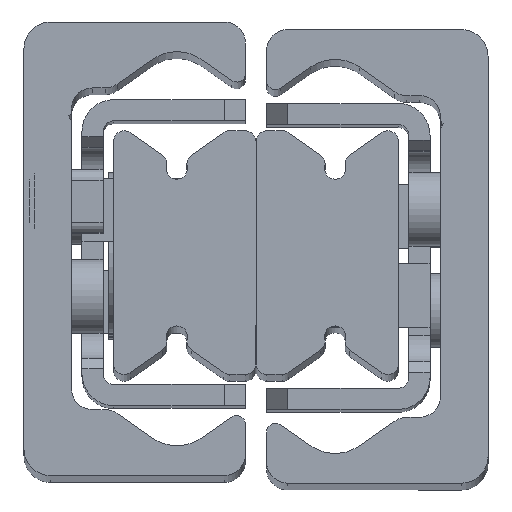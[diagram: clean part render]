
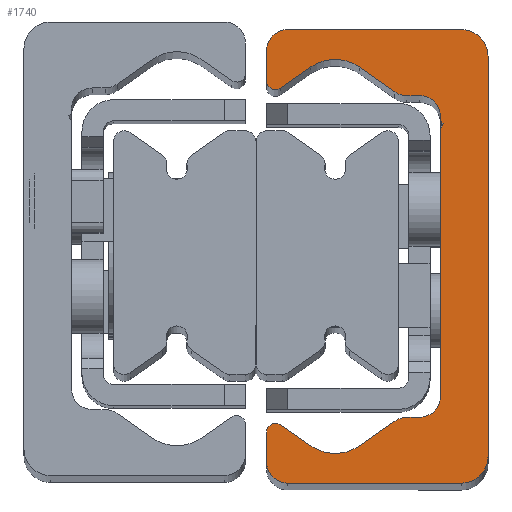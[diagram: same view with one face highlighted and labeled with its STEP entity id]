
A CAD part, top view. The second image highlights one B-rep face of the part: STEP entity #1740.
In plain terms, the highlighted face is planar.
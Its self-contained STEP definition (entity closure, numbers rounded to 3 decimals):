
#769=CARTESIAN_POINT('',(-0.001,2.5,0.0));
#770=VERTEX_POINT('',#769);
#777=CARTESIAN_POINT('',(2.499,0.,0.0));
#778=VERTEX_POINT('',#777);
#779=CARTESIAN_POINT('',(2.499,2.5,0.0));
#780=DIRECTION('',(0.0,0.0,1.0));
#781=DIRECTION('',(-1.0,0.0,0.0));
#782=AXIS2_PLACEMENT_3D('',#779,#780,#781);
#783=CIRCLE('',#782,2.5);
#784=EDGE_CURVE('',#770,#778,#783,.T.);
#808=CARTESIAN_POINT('',(-0.001,40.5,0.0));
#809=VERTEX_POINT('',#808);
#816=CARTESIAN_POINT('',(-0.001,40.5,0.0));
#817=DIRECTION('',(0.0,-1.0,0.0));
#818=VECTOR('',#817,38.);
#819=LINE('',#816,#818);
#820=EDGE_CURVE('',#809,#770,#819,.T.);
#867=CARTESIAN_POINT('',(2.499,43.0,0.0));
#868=VERTEX_POINT('',#867);
#875=CARTESIAN_POINT('',(2.499,40.5,0.0));
#876=DIRECTION('',(0.0,0.0,1.0));
#877=DIRECTION('',(0.0,1.0,0.0));
#878=AXIS2_PLACEMENT_3D('',#875,#876,#877);
#879=CIRCLE('',#878,2.5);
#880=EDGE_CURVE('',#868,#809,#879,.T.);
#899=CARTESIAN_POINT('',(18.999,43.0,0.0));
#900=VERTEX_POINT('',#899);
#907=CARTESIAN_POINT('',(18.999,43.0,0.0));
#908=DIRECTION('',(-1.0,0.0,0.0));
#909=VECTOR('',#908,16.5);
#910=LINE('',#907,#909);
#911=EDGE_CURVE('',#900,#868,#910,.T.);
#931=CARTESIAN_POINT('',(20.999,41.0,0.0));
#932=VERTEX_POINT('',#931);
#939=CARTESIAN_POINT('',(18.999,41.0,0.0));
#940=DIRECTION('',(0.0,0.0,1.0));
#941=DIRECTION('',(1.0,0.0,0.0));
#942=AXIS2_PLACEMENT_3D('',#939,#940,#941);
#943=CIRCLE('',#942,2.);
#944=EDGE_CURVE('',#932,#900,#943,.T.);
#963=CARTESIAN_POINT('',(20.999,38.15,0.0));
#964=VERTEX_POINT('',#963);
#971=CARTESIAN_POINT('',(20.999,38.15,0.0));
#972=DIRECTION('',(0.0,1.0,0.0));
#973=VECTOR('',#972,2.85);
#974=LINE('',#971,#973);
#975=EDGE_CURVE('',#964,#932,#974,.T.);
#995=CARTESIAN_POINT('',(19.662,37.453,0.0));
#996=VERTEX_POINT('',#995);
#1003=CARTESIAN_POINT('',(20.149,38.15,0.0));
#1004=DIRECTION('',(0.0,0.0,1.0));
#1005=DIRECTION('',(-0.574,-0.819,0.0));
#1006=AXIS2_PLACEMENT_3D('',#1003,#1004,#1005);
#1007=CIRCLE('',#1006,0.85);
#1008=EDGE_CURVE('',#996,#964,#1007,.T.);
#1027=CARTESIAN_POINT('',(16.794,39.462,0.0));
#1028=VERTEX_POINT('',#1027);
#1035=CARTESIAN_POINT('',(16.794,39.462,0.0));
#1036=DIRECTION('',(0.819,-0.574,0.0));
#1037=VECTOR('',#1036,3.501);
#1038=LINE('',#1035,#1037);
#1039=EDGE_CURVE('',#1028,#996,#1038,.T.);
#1059=CARTESIAN_POINT('',(12.205,39.462,0.0));
#1060=VERTEX_POINT('',#1059);
#1067=CARTESIAN_POINT('',(14.499,36.185,0.0));
#1068=DIRECTION('',(0.0,0.0,-1.0));
#1069=DIRECTION('',(-0.574,-0.819,0.0));
#1070=AXIS2_PLACEMENT_3D('',#1067,#1068,#1069);
#1071=CIRCLE('',#1070,4.);
#1072=EDGE_CURVE('',#1060,#1028,#1071,.T.);
#1091=CARTESIAN_POINT('',(8.849,37.112,0.0));
#1092=VERTEX_POINT('',#1091);
#1099=CARTESIAN_POINT('',(8.849,37.112,0.0));
#1100=DIRECTION('',(0.819,0.574,0.0));
#1101=VECTOR('',#1100,4.097);
#1102=LINE('',#1099,#1101);
#1103=EDGE_CURVE('',#1092,#1060,#1102,.T.);
#1123=CARTESIAN_POINT('',(7.702,36.75,0.0));
#1124=VERTEX_POINT('',#1123);
#1131=CARTESIAN_POINT('',(7.702,38.75,0.0));
#1132=DIRECTION('',(0.0,0.0,1.0));
#1133=DIRECTION('',(0.0,-1.0,0.0));
#1134=AXIS2_PLACEMENT_3D('',#1131,#1132,#1133);
#1135=CIRCLE('',#1134,2.);
#1136=EDGE_CURVE('',#1124,#1092,#1135,.T.);
#1155=CARTESIAN_POINT('',(6.499,36.75,0.0));
#1156=VERTEX_POINT('',#1155);
#1163=CARTESIAN_POINT('',(6.499,36.75,0.0));
#1164=DIRECTION('',(1.0,0.0,0.0));
#1165=VECTOR('',#1164,1.203);
#1166=LINE('',#1163,#1165);
#1167=EDGE_CURVE('',#1156,#1124,#1166,.T.);
#1187=CARTESIAN_POINT('',(4.499,34.75,0.0));
#1188=VERTEX_POINT('',#1187);
#1195=CARTESIAN_POINT('',(6.499,34.75,0.0));
#1196=DIRECTION('',(0.0,0.0,-1.0));
#1197=DIRECTION('',(0.0,-1.0,0.0));
#1198=AXIS2_PLACEMENT_3D('',#1195,#1196,#1197);
#1199=CIRCLE('',#1198,2.0);
#1200=EDGE_CURVE('',#1188,#1156,#1199,.T.);
#1219=CARTESIAN_POINT('',(4.499,34.361,0.0));
#1220=VERTEX_POINT('',#1219);
#1227=CARTESIAN_POINT('',(4.499,34.361,0.0));
#1228=DIRECTION('',(0.0,1.0,0.0));
#1229=VECTOR('',#1228,0.389);
#1230=LINE('',#1227,#1229);
#1231=EDGE_CURVE('',#1220,#1188,#1230,.T.);
#1251=CARTESIAN_POINT('',(4.411,34.234,0.0));
#1252=VERTEX_POINT('',#1251);
#1259=CARTESIAN_POINT('',(4.363,34.361,0.0));
#1260=DIRECTION('',(0.0,0.0,1.));
#1261=DIRECTION('',(0.353,-0.936,0.0));
#1262=AXIS2_PLACEMENT_3D('',#1259,#1260,#1261);
#1263=CIRCLE('',#1262,0.136);
#1264=EDGE_CURVE('',#1252,#1220,#1263,.T.);
#1284=CARTESIAN_POINT('',(4.422,33.762,0.0));
#1285=VERTEX_POINT('',#1284);
#1292=CARTESIAN_POINT('',(4.499,34.0,0.0));
#1293=DIRECTION('',(0.0,0.0,-1.0));
#1294=DIRECTION('',(0.353,-0.936,0.0));
#1295=AXIS2_PLACEMENT_3D('',#1292,#1293,#1294);
#1296=CIRCLE('',#1295,0.25);
#1297=EDGE_CURVE('',#1285,#1252,#1296,.T.);
#1317=CARTESIAN_POINT('',(4.499,33.656,0.0));
#1318=VERTEX_POINT('',#1317);
#1325=CARTESIAN_POINT('',(4.387,33.656,0.0));
#1326=DIRECTION('',(0.0,0.0,1.0));
#1327=DIRECTION('',(1.0,0.0,0.0));
#1328=AXIS2_PLACEMENT_3D('',#1325,#1326,#1327);
#1329=CIRCLE('',#1328,0.112);
#1330=EDGE_CURVE('',#1318,#1285,#1329,.T.);
#1349=CARTESIAN_POINT('',(4.499,8.25,0.0));
#1350=VERTEX_POINT('',#1349);
#1357=CARTESIAN_POINT('',(4.499,8.25,0.0));
#1358=DIRECTION('',(0.0,1.0,0.0));
#1359=VECTOR('',#1358,25.406);
#1360=LINE('',#1357,#1359);
#1361=EDGE_CURVE('',#1350,#1318,#1360,.T.);
#1408=CARTESIAN_POINT('',(6.499,6.25,0.0));
#1409=VERTEX_POINT('',#1408);
#1416=CARTESIAN_POINT('',(6.499,8.25,0.0));
#1417=DIRECTION('',(0.0,0.0,-1.0));
#1418=DIRECTION('',(1.0,0.0,0.0));
#1419=AXIS2_PLACEMENT_3D('',#1416,#1417,#1418);
#1420=CIRCLE('',#1419,2.0);
#1421=EDGE_CURVE('',#1409,#1350,#1420,.T.);
#1440=CARTESIAN_POINT('',(7.702,6.25,0.0));
#1441=VERTEX_POINT('',#1440);
#1448=CARTESIAN_POINT('',(7.702,6.25,0.0));
#1449=DIRECTION('',(-1.0,0.0,0.0));
#1450=VECTOR('',#1449,1.203);
#1451=LINE('',#1448,#1450);
#1452=EDGE_CURVE('',#1441,#1409,#1451,.T.);
#1472=CARTESIAN_POINT('',(8.849,5.888,0.0));
#1473=VERTEX_POINT('',#1472);
#1480=CARTESIAN_POINT('',(7.702,4.25,0.0));
#1481=DIRECTION('',(0.0,0.0,1.0));
#1482=DIRECTION('',(0.574,0.819,0.0));
#1483=AXIS2_PLACEMENT_3D('',#1480,#1481,#1482);
#1484=CIRCLE('',#1483,2.);
#1485=EDGE_CURVE('',#1473,#1441,#1484,.T.);
#1504=CARTESIAN_POINT('',(12.205,3.538,0.0));
#1505=VERTEX_POINT('',#1504);
#1512=CARTESIAN_POINT('',(12.205,3.538,0.0));
#1513=DIRECTION('',(-0.819,0.574,0.0));
#1514=VECTOR('',#1513,4.097);
#1515=LINE('',#1512,#1514);
#1516=EDGE_CURVE('',#1505,#1473,#1515,.T.);
#1536=CARTESIAN_POINT('',(16.794,3.538,0.0));
#1537=VERTEX_POINT('',#1536);
#1544=CARTESIAN_POINT('',(14.499,6.815,0.0));
#1545=DIRECTION('',(0.0,0.0,-1.0));
#1546=DIRECTION('',(0.574,0.819,0.0));
#1547=AXIS2_PLACEMENT_3D('',#1544,#1545,#1546);
#1548=CIRCLE('',#1547,4.);
#1549=EDGE_CURVE('',#1537,#1505,#1548,.T.);
#1568=CARTESIAN_POINT('',(19.662,5.547,0.0));
#1569=VERTEX_POINT('',#1568);
#1576=CARTESIAN_POINT('',(19.662,5.547,0.0));
#1577=DIRECTION('',(-0.819,-0.574,0.0));
#1578=VECTOR('',#1577,3.501);
#1579=LINE('',#1576,#1578);
#1580=EDGE_CURVE('',#1569,#1537,#1579,.T.);
#1600=CARTESIAN_POINT('',(20.999,4.85,0.0));
#1601=VERTEX_POINT('',#1600);
#1608=CARTESIAN_POINT('',(20.149,4.85,0.0));
#1609=DIRECTION('',(0.0,0.0,1.0));
#1610=DIRECTION('',(1.0,0.0,0.0));
#1611=AXIS2_PLACEMENT_3D('',#1608,#1609,#1610);
#1612=CIRCLE('',#1611,0.85);
#1613=EDGE_CURVE('',#1601,#1569,#1612,.T.);
#1632=CARTESIAN_POINT('',(20.999,2.,0.0));
#1633=VERTEX_POINT('',#1632);
#1640=CARTESIAN_POINT('',(20.999,2.,0.0));
#1641=DIRECTION('',(0.0,1.0,0.0));
#1642=VECTOR('',#1641,2.85);
#1643=LINE('',#1640,#1642);
#1644=EDGE_CURVE('',#1633,#1601,#1643,.T.);
#1664=CARTESIAN_POINT('',(18.999,0.,0.0));
#1665=VERTEX_POINT('',#1664);
#1672=CARTESIAN_POINT('',(18.999,2.,0.0));
#1673=DIRECTION('',(0.0,0.0,1.0));
#1674=DIRECTION('',(0.0,-1.0,0.0));
#1675=AXIS2_PLACEMENT_3D('',#1672,#1673,#1674);
#1676=CIRCLE('',#1675,2.);
#1677=EDGE_CURVE('',#1665,#1633,#1676,.T.);
#1695=CARTESIAN_POINT('',(2.499,0.,0.0));
#1696=DIRECTION('',(1.0,0.0,0.0));
#1697=VECTOR('',#1696,16.5);
#1698=LINE('',#1695,#1697);
#1699=EDGE_CURVE('',#778,#1665,#1698,.T.);
#1705=CARTESIAN_POINT('',(7.822,21.517,0.0));
#1706=DIRECTION('',(0.0,0.0,1.0));
#1707=DIRECTION('',(1.0,0.0,0.0));
#1708=AXIS2_PLACEMENT_3D('',#1705,#1706,#1707);
#1709=PLANE('',#1708);
#1710=ORIENTED_EDGE('',*,*,#1699,.F.);
#1711=ORIENTED_EDGE('',*,*,#784,.F.);
#1712=ORIENTED_EDGE('',*,*,#820,.F.);
#1713=ORIENTED_EDGE('',*,*,#880,.F.);
#1714=ORIENTED_EDGE('',*,*,#911,.F.);
#1715=ORIENTED_EDGE('',*,*,#944,.F.);
#1716=ORIENTED_EDGE('',*,*,#975,.F.);
#1717=ORIENTED_EDGE('',*,*,#1008,.F.);
#1718=ORIENTED_EDGE('',*,*,#1039,.F.);
#1719=ORIENTED_EDGE('',*,*,#1072,.F.);
#1720=ORIENTED_EDGE('',*,*,#1103,.F.);
#1721=ORIENTED_EDGE('',*,*,#1136,.F.);
#1722=ORIENTED_EDGE('',*,*,#1167,.F.);
#1723=ORIENTED_EDGE('',*,*,#1200,.F.);
#1724=ORIENTED_EDGE('',*,*,#1231,.F.);
#1725=ORIENTED_EDGE('',*,*,#1264,.F.);
#1726=ORIENTED_EDGE('',*,*,#1297,.F.);
#1727=ORIENTED_EDGE('',*,*,#1330,.F.);
#1728=ORIENTED_EDGE('',*,*,#1361,.F.);
#1729=ORIENTED_EDGE('',*,*,#1421,.F.);
#1730=ORIENTED_EDGE('',*,*,#1452,.F.);
#1731=ORIENTED_EDGE('',*,*,#1485,.F.);
#1732=ORIENTED_EDGE('',*,*,#1516,.F.);
#1733=ORIENTED_EDGE('',*,*,#1549,.F.);
#1734=ORIENTED_EDGE('',*,*,#1580,.F.);
#1735=ORIENTED_EDGE('',*,*,#1613,.F.);
#1736=ORIENTED_EDGE('',*,*,#1644,.F.);
#1737=ORIENTED_EDGE('',*,*,#1677,.F.);
#1738=EDGE_LOOP('',(#1710,#1711,#1712,#1713,#1714,#1715,#1716,#1717,#1718,#1719,#1720,#1721,#1722,#1723,#1724,#1725,#1726,#1727,#1728,#1729,#1730,#1731,#1732,#1733,#1734,#1735,#1736,#1737));
#1739=FACE_OUTER_BOUND('',#1738,.T.);
#1740=ADVANCED_FACE('',(#1739),#1709,.F.);
